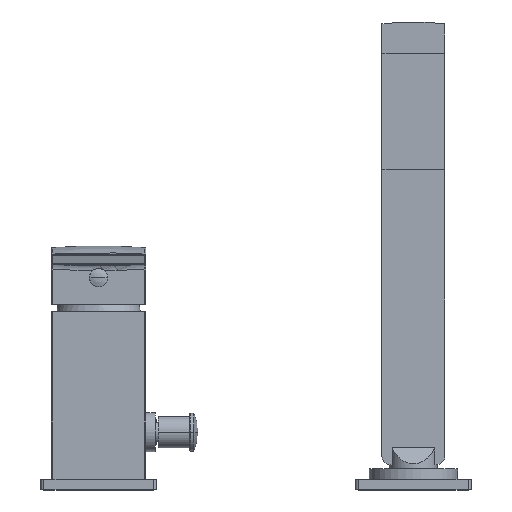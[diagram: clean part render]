
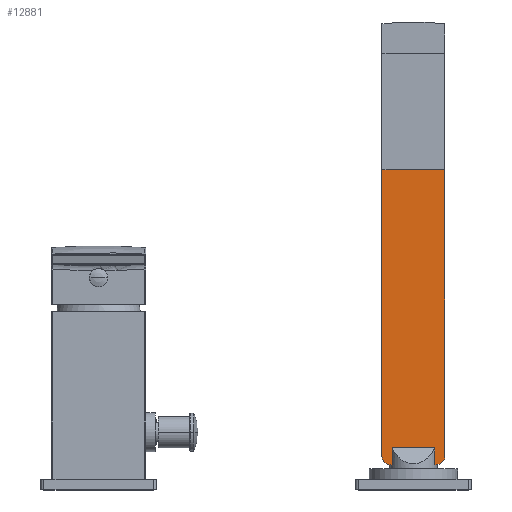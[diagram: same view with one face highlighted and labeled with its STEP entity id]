
A CAD part, top view. The second image highlights one B-rep face of the part: STEP entity #12881.
In plain terms, the highlighted planar face has unit normal (0, 0, 1).
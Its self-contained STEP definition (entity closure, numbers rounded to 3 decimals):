
#12271=DIRECTION('',(0.,-1.,0.));
#12272=VECTOR('',#12271,136.5);
#12273=CARTESIAN_POINT('',(165.,152.5,5.));
#12274=LINE('',#12273,#12272);
#12275=CARTESIAN_POINT('',(161.,16.,5.));
#12276=DIRECTION('',(0.,0.,-1.));
#12277=DIRECTION('',(1.,0.,0.));
#12278=AXIS2_PLACEMENT_3D('',#12275,#12276,#12277);
#12280=DIRECTION('',(0.,1.,0.));
#12281=VECTOR('',#12280,8.);
#12282=CARTESIAN_POINT('',(160.078,12.,5.));
#12283=LINE('',#12282,#12281);
#12284=CARTESIAN_POINT('',(139.,16.,5.));
#12285=DIRECTION('',(0.,0.,-1.));
#12286=DIRECTION('',(0.,-1.,0.));
#12287=AXIS2_PLACEMENT_3D('',#12284,#12285,#12286);
#12289=DIRECTION('',(0.,1.,0.));
#12290=VECTOR('',#12289,136.5);
#12291=CARTESIAN_POINT('',(135.,16.,5.));
#12292=LINE('',#12291,#12290);
#12293=DIRECTION('',(1.,0.,0.));
#12294=VECTOR('',#12293,30.);
#12295=CARTESIAN_POINT('',(135.,152.5,5.));
#12296=LINE('',#12295,#12294);
#12350=DIRECTION('',(0.,1.,0.));
#12351=VECTOR('',#12350,8.);
#12352=CARTESIAN_POINT('',(139.922,12.,5.));
#12353=LINE('',#12352,#12351);
#12609=DIRECTION('',(1.,0.,0.));
#12610=VECTOR('',#12609,0.922);
#12611=CARTESIAN_POINT('',(139.,12.,5.));
#12612=LINE('',#12611,#12610);
#12618=DIRECTION('',(1.,0.,0.));
#12619=VECTOR('',#12618,20.156);
#12620=CARTESIAN_POINT('',(139.922,20.,5.));
#12621=LINE('',#12620,#12619);
#12631=DIRECTION('',(1.,0.,0.));
#12632=VECTOR('',#12631,0.922);
#12633=CARTESIAN_POINT('',(160.078,12.,5.));
#12634=LINE('',#12633,#12632);
#12709=CARTESIAN_POINT('',(139.,12.,5.));
#12711=VERTEX_POINT('',#12709);
#12716=CARTESIAN_POINT('',(135.,16.,5.));
#12718=VERTEX_POINT('',#12716);
#12720=CARTESIAN_POINT('',(139.922,12.,5.));
#12721=VERTEX_POINT('',#12720);
#12727=CARTESIAN_POINT('',(161.,12.,5.));
#12729=VERTEX_POINT('',#12727);
#12732=CARTESIAN_POINT('',(165.,16.,5.));
#12734=VERTEX_POINT('',#12732);
#12737=CARTESIAN_POINT('',(160.078,12.,5.));
#12738=VERTEX_POINT('',#12737);
#12741=CARTESIAN_POINT('',(135.,152.5,5.));
#12742=CARTESIAN_POINT('',(165.,152.5,5.));
#12743=VERTEX_POINT('',#12741);
#12744=VERTEX_POINT('',#12742);
#12753=CARTESIAN_POINT('',(139.922,20.,5.));
#12754=CARTESIAN_POINT('',(160.078,20.,5.));
#12755=VERTEX_POINT('',#12753);
#12756=VERTEX_POINT('',#12754);
#12855=CARTESIAN_POINT('',(137.461,16.,5.));
#12856=DIRECTION('',(0.,0.,-1.));
#12857=DIRECTION('',(-1.,0.,0.));
#12858=AXIS2_PLACEMENT_3D('',#12855,#12856,#12857);
#12859=PLANE('',#12858);
#12861=ORIENTED_EDGE('',*,*,#12860,.T.);
#12863=ORIENTED_EDGE('',*,*,#12862,.T.);
#12865=ORIENTED_EDGE('',*,*,#12864,.F.);
#12867=ORIENTED_EDGE('',*,*,#12866,.T.);
#12869=ORIENTED_EDGE('',*,*,#12868,.F.);
#12871=ORIENTED_EDGE('',*,*,#12870,.F.);
#12873=ORIENTED_EDGE('',*,*,#12872,.F.);
#12875=ORIENTED_EDGE('',*,*,#12874,.T.);
#12876=ORIENTED_EDGE('',*,*,#12831,.T.);
#12878=ORIENTED_EDGE('',*,*,#12877,.T.);
#12879=EDGE_LOOP('',(#12861,#12863,#12865,#12867,#12869,#12871,#12873,#12875,
#12876,#12878));
#12880=FACE_OUTER_BOUND('',#12879,.F.);
#12881=ADVANCED_FACE('',(#12880),#12859,.F.);
#12279=CIRCLE('',#12278,4.);
#12288=CIRCLE('',#12287,4.);
#12831=EDGE_CURVE('',#12718,#12743,#12292,.T.);
#12860=EDGE_CURVE('',#12744,#12734,#12274,.T.);
#12862=EDGE_CURVE('',#12734,#12729,#12279,.T.);
#12864=EDGE_CURVE('',#12738,#12729,#12634,.T.);
#12866=EDGE_CURVE('',#12738,#12756,#12283,.T.);
#12868=EDGE_CURVE('',#12755,#12756,#12621,.T.);
#12870=EDGE_CURVE('',#12721,#12755,#12353,.T.);
#12872=EDGE_CURVE('',#12711,#12721,#12612,.T.);
#12874=EDGE_CURVE('',#12711,#12718,#12288,.T.);
#12877=EDGE_CURVE('',#12743,#12744,#12296,.T.);
